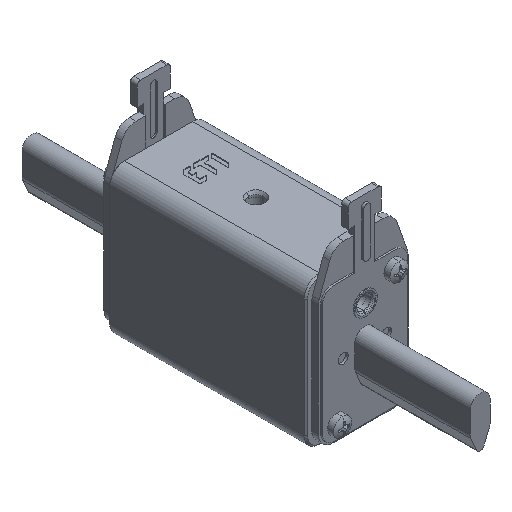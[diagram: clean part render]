
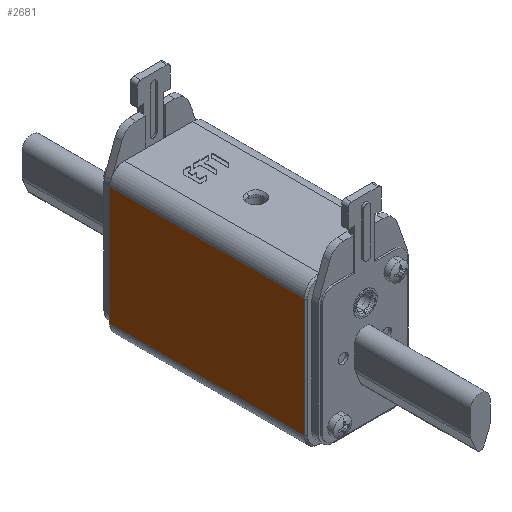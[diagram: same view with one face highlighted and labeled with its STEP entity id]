
A CAD part, isometric view. The second image highlights one B-rep face of the part: STEP entity #2681.
In plain terms, the highlighted face is planar.
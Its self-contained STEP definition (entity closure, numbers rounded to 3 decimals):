
#642=DIRECTION('',(1.,0.,0.));
#643=VECTOR('',#642,58.5);
#644=CARTESIAN_POINT('',(-29.25,-17.8,14.75));
#645=LINE('',#644,#643);
#811=DIRECTION('',(-1.,0.,0.));
#812=VECTOR('',#811,58.5);
#813=CARTESIAN_POINT('',(29.25,17.8,14.75));
#814=LINE('',#813,#812);
#894=DIRECTION('',(0.,1.,0.));
#895=VECTOR('',#894,35.6);
#896=CARTESIAN_POINT('',(29.25,-17.8,14.75));
#897=LINE('',#896,#895);
#915=DIRECTION('',(0.,-1.,0.));
#916=VECTOR('',#915,35.6);
#917=CARTESIAN_POINT('',(-29.25,17.8,14.75));
#918=LINE('',#917,#916);
#1760=CARTESIAN_POINT('',(29.25,-17.8,14.75));
#1761=VERTEX_POINT('',#1760);
#1764=CARTESIAN_POINT('',(29.25,17.8,14.75));
#1765=VERTEX_POINT('',#1764);
#1792=CARTESIAN_POINT('',(-29.25,-17.8,14.75));
#1793=VERTEX_POINT('',#1792);
#1796=CARTESIAN_POINT('',(-29.25,17.8,14.75));
#1797=VERTEX_POINT('',#1796);
#2669=CARTESIAN_POINT('',(0.,0.,14.75));
#2670=DIRECTION('',(0.,0.,1.));
#2671=DIRECTION('',(1.,0.,0.));
#2672=AXIS2_PLACEMENT_3D('',#2669,#2670,#2671);
#2673=PLANE('',#2672);
#2674=ORIENTED_EDGE('',*,*,#2543,.F.);
#2675=ORIENTED_EDGE('',*,*,#2654,.F.);
#2676=ORIENTED_EDGE('',*,*,#2348,.F.);
#2678=ORIENTED_EDGE('',*,*,#2677,.F.);
#2679=EDGE_LOOP('',(#2674,#2675,#2676,#2678));
#2680=FACE_OUTER_BOUND('',#2679,.F.);
#2348=EDGE_CURVE('',#1793,#1761,#645,.T.);
#2543=EDGE_CURVE('',#1765,#1797,#814,.T.);
#2654=EDGE_CURVE('',#1761,#1765,#897,.T.);
#2677=EDGE_CURVE('',#1797,#1793,#918,.T.);
#2681=ADVANCED_FACE('',(#2680),#2673,.T.);
